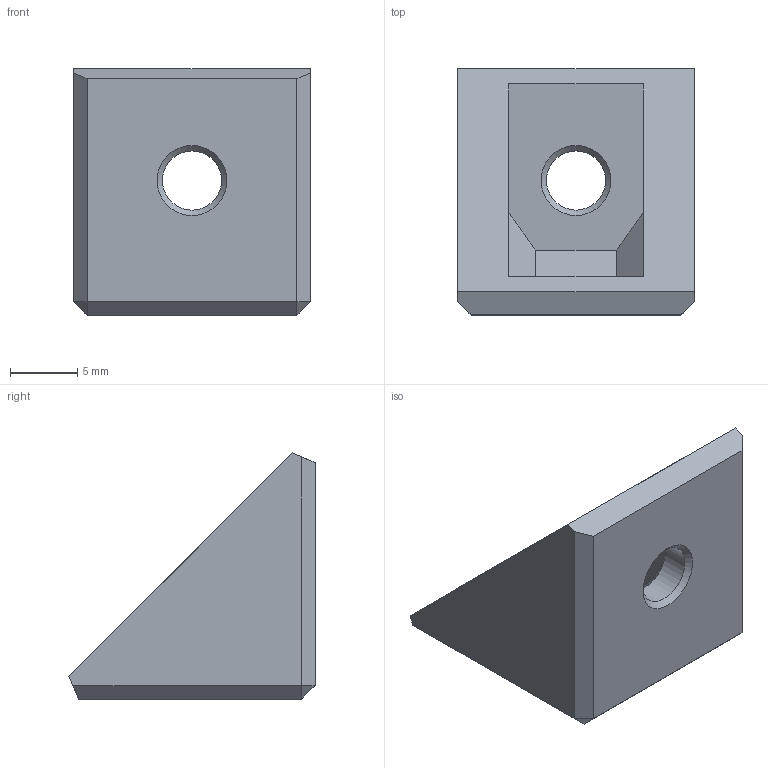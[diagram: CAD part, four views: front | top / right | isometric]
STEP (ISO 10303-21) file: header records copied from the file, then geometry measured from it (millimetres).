
FILE_DESCRIPTION(('HOOPS Exchange Step'),'2;1');
FILE_NAME('2020 M4 Corner Brace.stp','2026-02-27T15:36:41-05:00',('RED'),('Unknown organisation'),'HOOPS Exchange 2025.8','HOOPS Exchange','Unknown authorisation');
FILE_SCHEMA( ('AP203_CONFIGURATION_CONTROLLED_3D_DESIGN_OF_MECHANICAL_PARTS_AND_ASSEMBLIES_MIM_LF') );
Length unit declared in the file: millimetre
Products named in the file (1): root
Bounding box: 17.6 x 18.29 x 18.29 mm (x, y, z)
Volume: 2321.9 mm3; surface area: 1699.2 mm2
Topology: 1 solids, 1 shells, 27 faces, 69 edges, 45 vertices
Faces by surface type: plane 21, cone 4, cylinder 2
Full cylindrical faces by diameter (mm): 4.4 x2
Entity records: 839 total; most frequent: CARTESIAN_POINT 142, DIRECTION 140, ORIENTED_EDGE 138, EDGE_CURVE 69, VECTOR 54, LINE 54, VERTEX_POINT 45, AXIS2_PLACEMENT_3D 43
